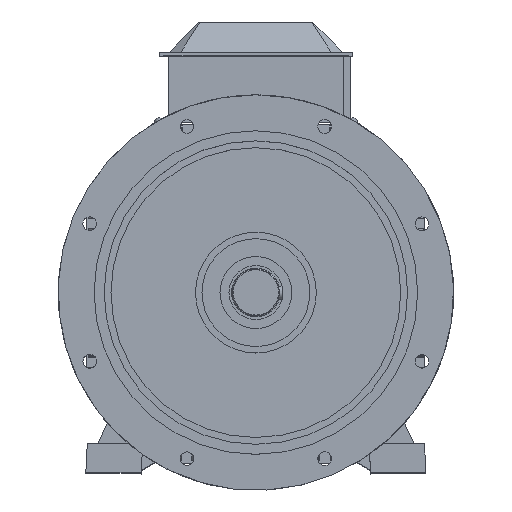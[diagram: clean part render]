
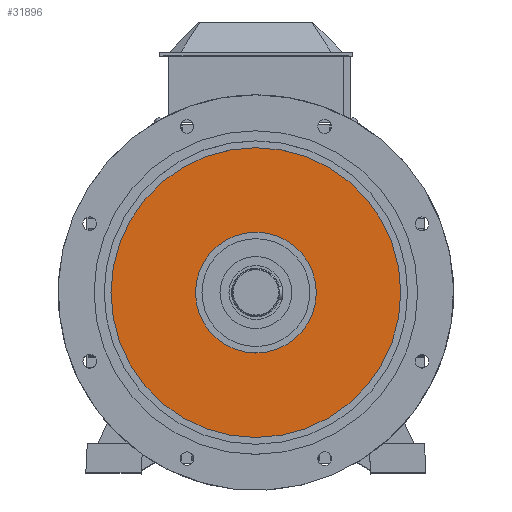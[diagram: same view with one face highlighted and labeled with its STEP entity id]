
A CAD part, top view. The second image highlights one B-rep face of the part: STEP entity #31896.
In plain terms, the highlighted planar face has unit normal (0, 0, 1).
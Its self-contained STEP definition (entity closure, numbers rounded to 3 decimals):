
#31862=CARTESIAN_POINT('',(0.,84.,59.529));
#31863=VERTEX_POINT('',#31862);
#31864=CARTESIAN_POINT('',(0.,0.,59.529));
#31865=DIRECTION('',(0.,0.,-1.0));
#31866=DIRECTION('',(-0.559,0.829,0.));
#31867=AXIS2_PLACEMENT_3D('',#31864,#31865,#31866);
#31868=CIRCLE('',#31867,84.);
#31869=EDGE_CURVE('',#31863,#31863,#31868,.T.);
#31877=CARTESIAN_POINT('',(0.,-221.65,59.529));
#31878=DIRECTION('',(0.0,0.0,1.0));
#31879=DIRECTION('',(1.0,0.0,0.0));
#31880=AXIS2_PLACEMENT_3D('',#31877,#31878,#31879);
#31881=PLANE('',#31880);
#31882=CARTESIAN_POINT('',(0.,201.5,59.529));
#31883=VERTEX_POINT('',#31882);
#31884=CARTESIAN_POINT('',(0.,0.,59.529));
#31885=DIRECTION('',(0.,0.,-1.));
#31886=DIRECTION('',(-0.559,0.829,0.));
#31887=AXIS2_PLACEMENT_3D('',#31884,#31885,#31886);
#31888=CIRCLE('',#31887,201.5);
#31889=EDGE_CURVE('',#31883,#31883,#31888,.T.);
#31890=ORIENTED_EDGE('',*,*,#31889,.F.);
#31891=EDGE_LOOP('',(#31890));
#31892=FACE_OUTER_BOUND('',#31891,.T.);
#31893=ORIENTED_EDGE('',*,*,#31869,.T.);
#31894=EDGE_LOOP('',(#31893));
#31895=FACE_BOUND('',#31894,.T.);
#31896=ADVANCED_FACE('',(#31892,#31895),#31881,.T.);
